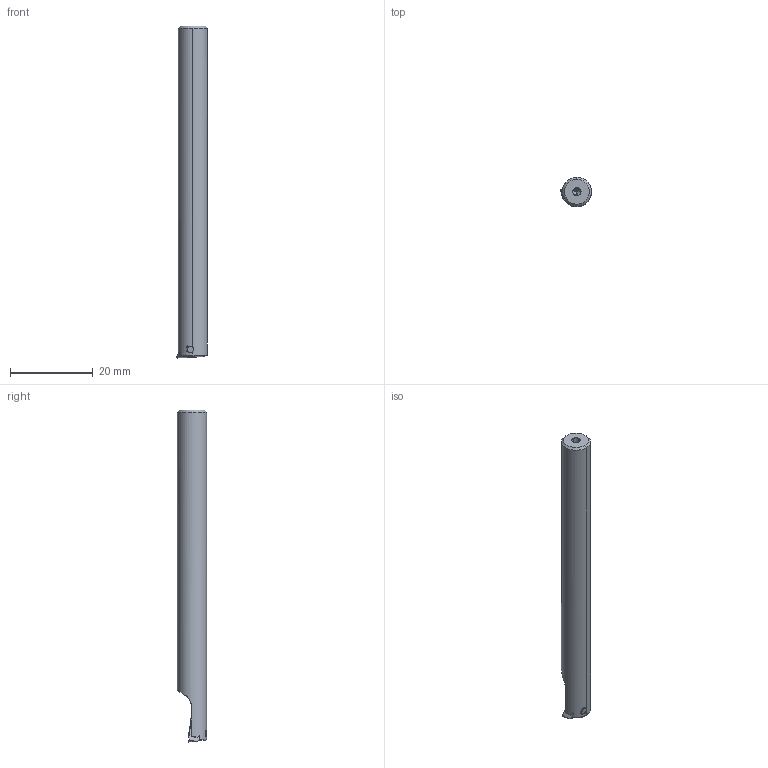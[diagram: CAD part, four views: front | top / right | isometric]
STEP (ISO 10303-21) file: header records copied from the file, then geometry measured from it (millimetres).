
FILE_DESCRIPTION(('no description'),'unknown implementation level');
FILE_NAME('13D0D91F-1C9C-44AD-8E50-BCAA5A137715_export.stp',' ',('CIMSOURCE GmbH'),('CADClick - KiM GmbH - www.kimweb.de'),'unknown preprocess','ACIS','unknown authorization');
FILE_SCHEMA(('automotive_design'));
Length unit declared in the file: millimetre
Products named in the file (4): 615.207 Kaiser E8 TP07 X D7 X 80HM|651.735 Kaiser TPGT 070203 K10C;Kombinieren1; 615.207 Kaiser E8 TP07 X D7 X 80HM|694.102 Kaiser ETL M2x4.3 T6 IP 10S;Kreismuster1; 615.207 Kaiser E8 TP07 X D7 X 80HM|615.207 Kaiser E8 TP07 X D7 X 80HM-1;Fase1; 615.207 Kaiser E8 TP07 X D7 X 80HM|615.207 Kaiser E8 TP07 X D7 X 80HM;<N016.01 (TP 0702) PLS rechts Freistellung links>-<<651.632>-<Kombinieren1>>
Bounding box: 7.44 x 7 x 80.01 mm (x, y, z)
Volume: 2669.5 mm3; surface area: 2458.2 mm2
Topology: 4 solids, 4 shells, 109 faces, 279 edges, 165 vertices
Faces by surface type: cylinder 36, cone 34, plane 29, torus 10
Entity records: 6464 total; most frequent: CARTESIAN_POINT 717, DIRECTION 586, STYLED_ITEM 545, PRESENTATION_STYLE_ASSIGNMENT 545, COLOUR_RGB 545, ORIENTED_EDGE 534, EDGE_CURVE 267, CURVE_STYLE 267
